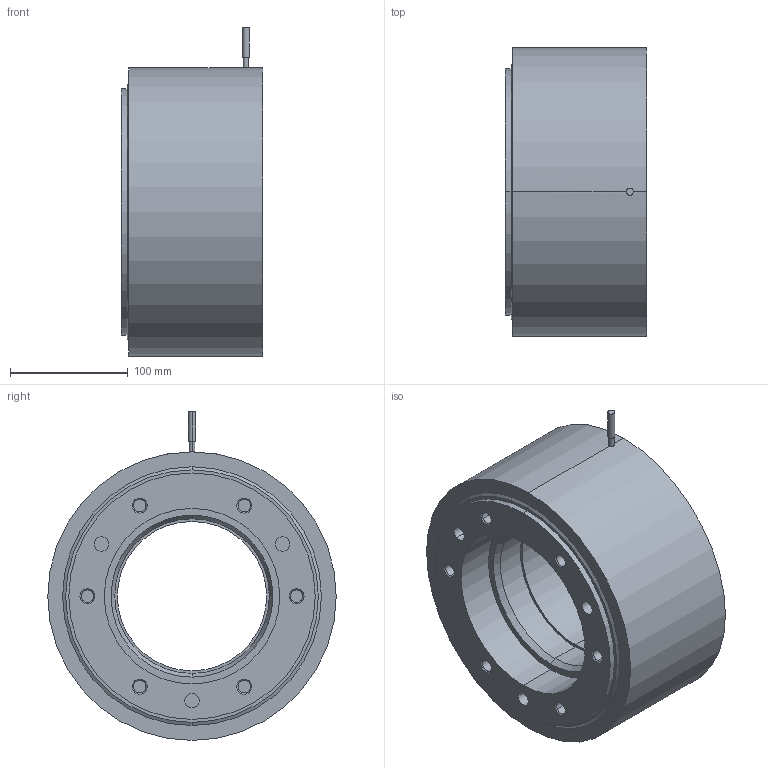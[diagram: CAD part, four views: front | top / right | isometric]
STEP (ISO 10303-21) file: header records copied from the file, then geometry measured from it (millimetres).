
FILE_DESCRIPTION(('starvars output'),'2;1');
FILE_NAME('cv20170217081145000031608.stp','08:11:45 2017/02/17',( 'Thomas Industrial Network Germany GmbH'),( 'Thomas Industrial Network Germany GmbH'),'unknown preprocess','ACIS' ,'unknown authorization');
FILE_SCHEMA(('CONFIG_CONTROL_DESIGN {UNKNOWN IMPLEMENTATION LEVEL}'));
Length unit declared in the file: millimetre
Products named in the file (1): PRODUCT_ID_1
Bounding box: 120.65 x 245.36 x 279.65 mm (x, y, z)
Volume: 3877605.4 mm3; surface area: 222097.2 mm2
Topology: 1 solids, 1 shells, 105 faces, 212 edges, 127 vertices
Faces by surface type: cone 44, cylinder 40, plane 21
Entity records: 2344 total; most frequent: ORIENTED_EDGE 424, CARTESIAN_POINT 375, DIRECTION 335, EDGE_CURVE 212, VERTEX_POINT 127, AXIS2_PLACEMENT_3D 125, EDGE_LOOP 125, FACE_BOUND 125
